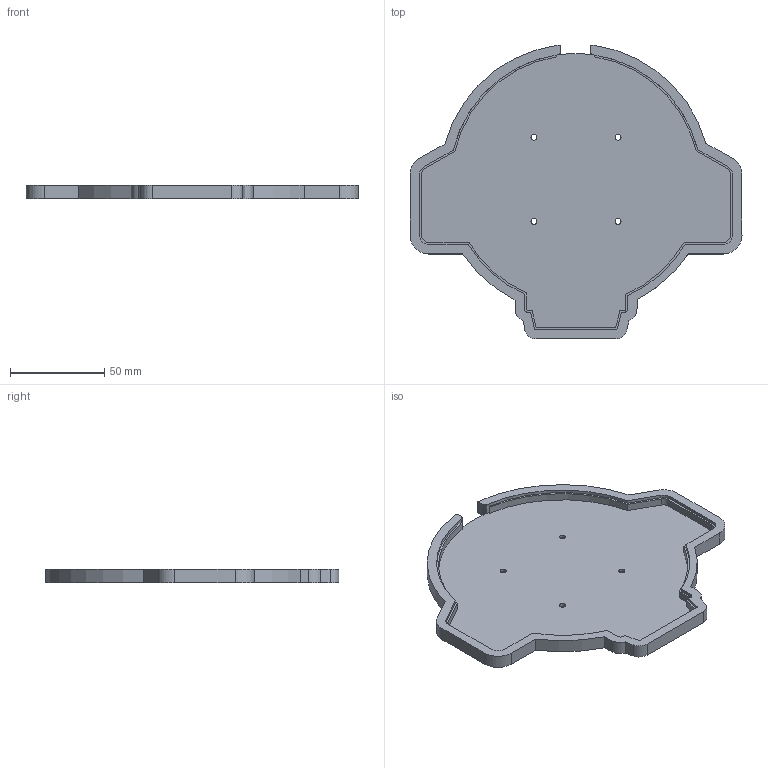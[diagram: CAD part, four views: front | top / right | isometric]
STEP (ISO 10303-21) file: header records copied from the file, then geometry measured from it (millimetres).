
FILE_DESCRIPTION(/* description */ (''),/* implementation_level */ '2;1');
FILE_NAME(/* name */ 'BubuBottomPlateCase.step',/* time_stamp */ '2023-11-11T23:30:20-08:00',/* author */ (''),/* organization */ (''),/* preprocessor_version */ 'ST-DEVELOPER v20',/* originating_system */ 'Autodesk Translation Framework v12.14.0.127',/* authorisation */ '');
FILE_SCHEMA (('AUTOMOTIVE_DESIGN { 1 0 10303 214 3 1 1 }'));
Length unit declared in the file: millimetre
Products named in the file (1): HiveMind2
Bounding box: 175.98 x 155.74 x 7.2 mm (x, y, z)
Volume: 46227.2 mm3; surface area: 44475.6 mm2
Topology: 1 solids, 1 shells, 107 faces, 313 edges, 208 vertices
Faces by surface type: plane 67, cylinder 40
Full cylindrical faces by diameter (mm): 3.2 x4
Entity records: 3640 total; most frequent: CARTESIAN_POINT 629, ORIENTED_EDGE 626, DIRECTION 611, EDGE_CURVE 313, LINE 231, VECTOR 231, VERTEX_POINT 208, AXIS2_PLACEMENT_3D 190
